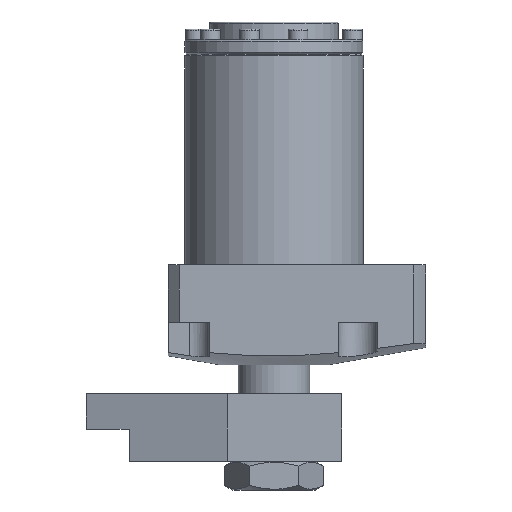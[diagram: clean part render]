
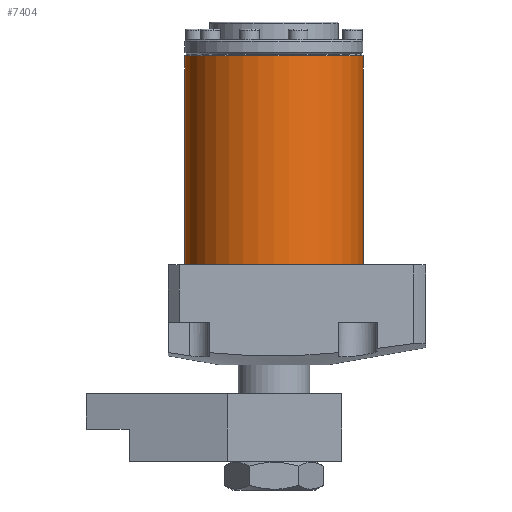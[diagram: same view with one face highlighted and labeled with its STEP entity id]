
A CAD part, front view. The second image highlights one B-rep face of the part: STEP entity #7404.
In plain terms, the highlighted cylindrical face has radius 25 mm (diameter 50 mm), a partial arc.
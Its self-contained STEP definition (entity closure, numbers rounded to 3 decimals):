
#317 = EDGE_CURVE ( 'NONE', #7231, #4728, #13840, .T. ) ;
#477 = AXIS2_PLACEMENT_3D ( 'NONE', #7132, #11546, #12757 ) ;
#843 = CYLINDRICAL_SURFACE ( 'NONE', #477, 25. ) ;
#1141 = CIRCLE ( 'NONE', #10984, 25. ) ;
#1310 = EDGE_CURVE ( 'NONE', #2809, #13266, #1141, .T. ) ;
#1599 = DIRECTION ( 'NONE',  ( 0., 0., 1. ) ) ;
#1874 = CARTESIAN_POINT ( 'NONE',  ( 0., 0., 72.5 ) ) ;
#2565 = ORIENTED_EDGE ( 'NONE', *, *, #14123, .T. ) ;
#2623 = VECTOR ( 'NONE', #4344, 1000. ) ;
#2809 = VERTEX_POINT ( 'NONE', #6911 ) ;
#2849 = CARTESIAN_POINT ( 'NONE',  ( 0., 0., 14. ) ) ;
#3845 = FACE_OUTER_BOUND ( 'NONE', #3866, .T. ) ;
#3866 = EDGE_LOOP ( 'NONE', ( #11741, #11878, #2565, #5424 ) ) ;
#3937 = VECTOR ( 'NONE', #7463, 1000. ) ;
#4344 = DIRECTION ( 'NONE',  ( 0., 0., -1. ) ) ;
#4728 = VERTEX_POINT ( 'NONE', #6359 ) ;
#5424 = ORIENTED_EDGE ( 'NONE', *, *, #1310, .T. ) ;
#6359 = CARTESIAN_POINT ( 'NONE',  ( -25., 0., 72.5 ) ) ;
#6911 = CARTESIAN_POINT ( 'NONE',  ( -25., 0., 14. ) ) ;
#7132 = CARTESIAN_POINT ( 'NONE',  ( 0., 0., 73. ) ) ;
#7231 = VERTEX_POINT ( 'NONE', #13263 ) ;
#7404 = ADVANCED_FACE ( 'NONE', ( #3845 ), #843, .T. ) ;
#7463 = DIRECTION ( 'NONE',  ( 0., 0., -1. ) ) ;
#7582 = DIRECTION ( 'NONE',  ( 0., 0., -1. ) ) ;
#8356 = LINE ( 'NONE', #14212, #3937 ) ;
#8709 = DIRECTION ( 'NONE',  ( 1., 0., 0. ) ) ;
#9308 = EDGE_CURVE ( 'NONE', #7231, #13266, #13054, .T. ) ;
#10147 = CARTESIAN_POINT ( 'NONE',  ( 25., 0., 14. ) ) ;
#10984 = AXIS2_PLACEMENT_3D ( 'NONE', #2849, #1599, #13116 ) ;
#11028 = CARTESIAN_POINT ( 'NONE',  ( 25., 0., 73. ) ) ;
#11546 = DIRECTION ( 'NONE',  ( 0., 0., -1. ) ) ;
#11741 = ORIENTED_EDGE ( 'NONE', *, *, #9308, .F. ) ;
#11878 = ORIENTED_EDGE ( 'NONE', *, *, #317, .T. ) ;
#12757 = DIRECTION ( 'NONE',  ( -1., 0., 0. ) ) ;
#13054 = LINE ( 'NONE', #11028, #2623 ) ;
#13116 = DIRECTION ( 'NONE',  ( 1., 0., 0. ) ) ;
#13263 = CARTESIAN_POINT ( 'NONE',  ( 25., 0., 72.5 ) ) ;
#13266 = VERTEX_POINT ( 'NONE', #10147 ) ;
#13840 = CIRCLE ( 'NONE', #14549, 25. ) ;
#14123 = EDGE_CURVE ( 'NONE', #4728, #2809, #8356, .T. ) ;
#14212 = CARTESIAN_POINT ( 'NONE',  ( -25., 0., 73. ) ) ;
#14549 = AXIS2_PLACEMENT_3D ( 'NONE', #1874, #7582, #8709 ) ;
